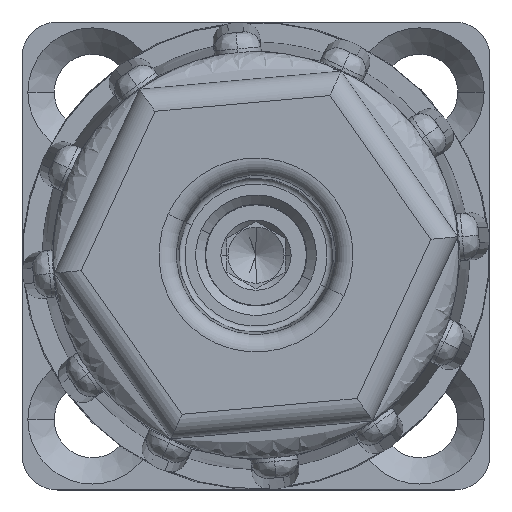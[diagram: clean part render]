
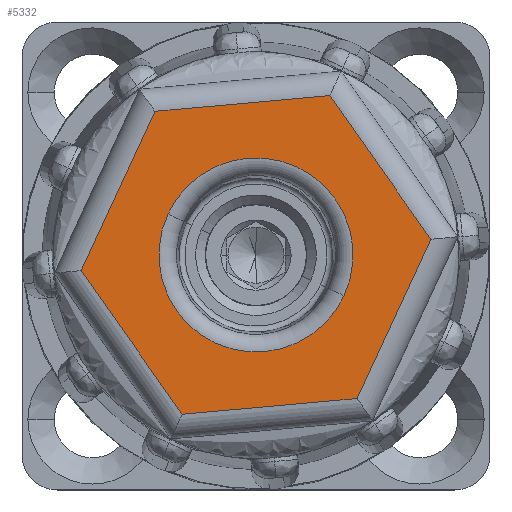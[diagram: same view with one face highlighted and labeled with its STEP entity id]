
A CAD part, top view. The second image highlights one B-rep face of the part: STEP entity #5332.
In plain terms, the highlighted planar face has unit normal (0, 0, 1).
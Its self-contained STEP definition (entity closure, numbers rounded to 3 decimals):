
#877 = CARTESIAN_POINT ( 'NONE',  ( -13., 7.506, 40. ) ) ;
#1431 = PLANE ( 'NONE',  #8455 ) ;
#1683 = LINE ( 'NONE', #2049, #3178 ) ;
#1731 = EDGE_CURVE ( 'NONE', #4779, #6706, #1683, .T. ) ;
#1855 = LINE ( 'NONE', #4753, #15567 ) ;
#2049 = CARTESIAN_POINT ( 'NONE',  ( 1., -15.588, 40. ) ) ;
#2459 = LINE ( 'NONE', #4652, #4716 ) ;
#2544 = ORIENTED_EDGE ( 'NONE', *, *, #4232, .T. ) ;
#2626 = CIRCLE ( 'NONE', #13636, 8.299 ) ;
#2705 = EDGE_CURVE ( 'NONE', #11361, #4607, #2626, .T. ) ;
#2795 = DIRECTION ( 'NONE',  ( 0.866, 0.5, 0. ) ) ;
#3178 = VECTOR ( 'NONE', #9294, 1000. ) ;
#3359 = CARTESIAN_POINT ( 'NONE',  ( 0., 15.011, 40. ) ) ;
#3610 = DIRECTION ( 'NONE',  ( 0., 0., -1. ) ) ;
#3642 = DIRECTION ( 'NONE',  ( 0., -1., 0. ) ) ;
#3703 = CARTESIAN_POINT ( 'NONE',  ( 0., 0., 40. ) ) ;
#3815 = EDGE_LOOP ( 'NONE', ( #4765, #15214 ) ) ;
#3929 = CARTESIAN_POINT ( 'NONE',  ( 13., -7.506, 40. ) ) ;
#4073 = CARTESIAN_POINT ( 'NONE',  ( -13., -7.506, 40. ) ) ;
#4232 = EDGE_CURVE ( 'NONE', #6706, #5159, #5102, .T. ) ;
#4358 = CARTESIAN_POINT ( 'NONE',  ( 0., -15.011, 40. ) ) ;
#4607 = VERTEX_POINT ( 'NONE', #13032 ) ;
#4652 = CARTESIAN_POINT ( 'NONE',  ( 14., 6.928, 40. ) ) ;
#4716 = VECTOR ( 'NONE', #11855, 1000. ) ;
#4753 = CARTESIAN_POINT ( 'NONE',  ( 8.5, 19.919, 40. ) ) ;
#4765 = ORIENTED_EDGE ( 'NONE', *, *, #2705, .T. ) ;
#4779 = VERTEX_POINT ( 'NONE', #4073 ) ;
#4879 = CARTESIAN_POINT ( 'NONE',  ( -13., 8.66, 40. ) ) ;
#4995 = ORIENTED_EDGE ( 'NONE', *, *, #7487, .T. ) ;
#5102 = LINE ( 'NONE', #13602, #5494 ) ;
#5159 = VERTEX_POINT ( 'NONE', #3929 ) ;
#5324 = ORIENTED_EDGE ( 'NONE', *, *, #11128, .T. ) ;
#5332 = ADVANCED_FACE ( 'NONE', ( #9017, #12501 ), #1431, .F. ) ;
#5422 = CIRCLE ( 'NONE', #6099, 8.299 ) ;
#5491 = ORIENTED_EDGE ( 'NONE', *, *, #9688, .T. ) ;
#5494 = VECTOR ( 'NONE', #2795, 1000. ) ;
#5691 = CARTESIAN_POINT ( 'NONE',  ( 0., 0., 40. ) ) ;
#5711 = ORIENTED_EDGE ( 'NONE', *, *, #7253, .T. ) ;
#6099 = AXIS2_PLACEMENT_3D ( 'NONE', #3703, #10898, #10835 ) ;
#6706 = VERTEX_POINT ( 'NONE', #4358 ) ;
#6971 = LINE ( 'NONE', #4879, #10500 ) ;
#7253 = EDGE_CURVE ( 'NONE', #5159, #14594, #8446, .T. ) ;
#7487 = EDGE_CURVE ( 'NONE', #8024, #4779, #6971, .T. ) ;
#7931 = DIRECTION ( 'NONE',  ( 0., 1., 0. ) ) ;
#8024 = VERTEX_POINT ( 'NONE', #877 ) ;
#8446 = LINE ( 'NONE', #9721, #8826 ) ;
#8455 = AXIS2_PLACEMENT_3D ( 'NONE', #12236, #3610, #12031 ) ;
#8826 = VECTOR ( 'NONE', #7931, 1000. ) ;
#9017 = FACE_OUTER_BOUND ( 'NONE', #9556, .T. ) ;
#9214 = CARTESIAN_POINT ( 'NONE',  ( -8.299, 0., 40. ) ) ;
#9294 = DIRECTION ( 'NONE',  ( 0.866, -0.5, 0. ) ) ;
#9534 = VERTEX_POINT ( 'NONE', #3359 ) ;
#9556 = EDGE_LOOP ( 'NONE', ( #2544, #5711, #5324, #5491, #4995, #14547 ) ) ;
#9613 = DIRECTION ( 'NONE',  ( 0., 0., -1. ) ) ;
#9688 = EDGE_CURVE ( 'NONE', #9534, #8024, #1855, .T. ) ;
#9721 = CARTESIAN_POINT ( 'NONE',  ( 13., 8.66, 40. ) ) ;
#10500 = VECTOR ( 'NONE', #3642, 1000. ) ;
#10835 = DIRECTION ( 'NONE',  ( -1., 0., 0. ) ) ;
#10898 = DIRECTION ( 'NONE',  ( 0., 0., -1. ) ) ;
#11128 = EDGE_CURVE ( 'NONE', #14594, #9534, #2459, .T. ) ;
#11361 = VERTEX_POINT ( 'NONE', #9214 ) ;
#11507 = EDGE_CURVE ( 'NONE', #4607, #11361, #5422, .T. ) ;
#11855 = DIRECTION ( 'NONE',  ( -0.866, 0.5, 0. ) ) ;
#12031 = DIRECTION ( 'NONE',  ( -1., 0., 0. ) ) ;
#12236 = CARTESIAN_POINT ( 'NONE',  ( 15., 8.66, 40. ) ) ;
#12429 = CARTESIAN_POINT ( 'NONE',  ( 13., 7.506, 40. ) ) ;
#12501 = FACE_BOUND ( 'NONE', #3815, .T. ) ;
#13032 = CARTESIAN_POINT ( 'NONE',  ( 8.299, 0., 40. ) ) ;
#13149 = DIRECTION ( 'NONE',  ( -0.866, -0.5, 0. ) ) ;
#13602 = CARTESIAN_POINT ( 'NONE',  ( 21.5, -2.598, 40. ) ) ;
#13636 = AXIS2_PLACEMENT_3D ( 'NONE', #5691, #9613, #15369 ) ;
#14547 = ORIENTED_EDGE ( 'NONE', *, *, #1731, .T. ) ;
#14594 = VERTEX_POINT ( 'NONE', #12429 ) ;
#15214 = ORIENTED_EDGE ( 'NONE', *, *, #11507, .T. ) ;
#15369 = DIRECTION ( 'NONE',  ( -1., 0., 0. ) ) ;
#15567 = VECTOR ( 'NONE', #13149, 1000. ) ;
